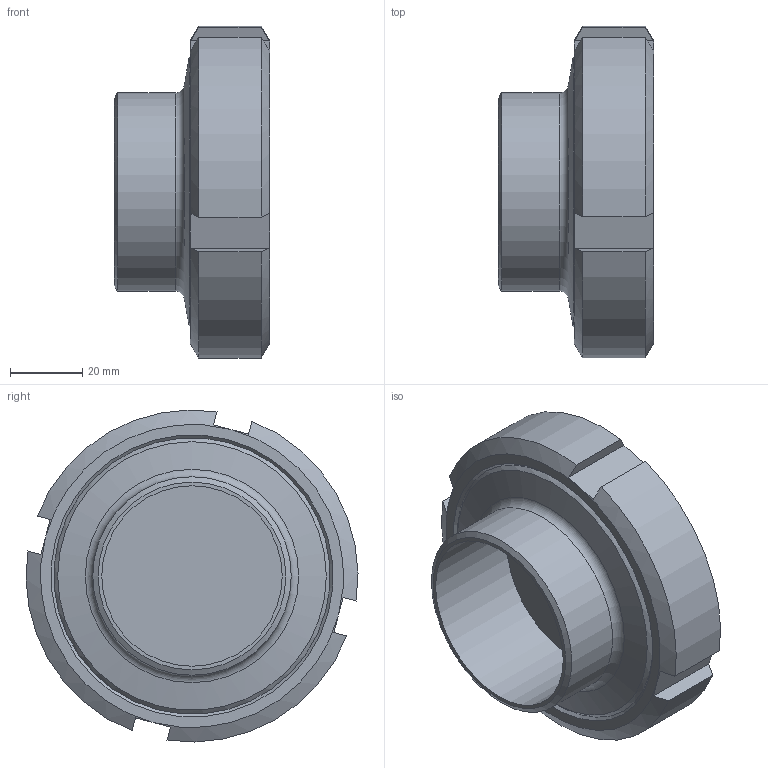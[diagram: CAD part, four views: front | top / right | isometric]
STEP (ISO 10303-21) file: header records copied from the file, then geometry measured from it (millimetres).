
FILE_DESCRIPTION(/* description */ (''),/* implementation_level */ '2;1');
FILE_NAME(/* name */ '52100050000.stp',/* time_stamp */ '2016-03-16T09:43:58+01:00',/* author */ ('Struska'),/* organization */ ('BUPOSPOL'),/* preprocessor_version */ 'ST-DEVELOPER v15.6',/* originating_system */ 'Autodesk Inventor 2015',/* authorisation */ '');
FILE_SCHEMA (('CONFIG_CONTROL_DESIGN'));
Length unit declared in the file: millimetre
Products named in the file (1): 52100050000
Bounding box: 43 x 91.99 x 91.99 mm (x, y, z)
Volume: 122244 mm3; surface area: 35948.5 mm2
Topology: 1 solids, 3 shells, 51 faces, 110 edges, 70 vertices
Faces by surface type: plane 23, cone 13, cylinder 13, torus 2
Full cylindrical faces by diameter (mm): 50 x2, 54 x1, 55 x1, 61.5 x1, 62 x1, 69 x1, 69.5 x1, 78 x1
Entity records: 1328 total; most frequent: CARTESIAN_POINT 270, DIRECTION 202, ORIENTED_EDGE 178, AXIS2_PLACEMENT_3D 93, EDGE_CURVE 89, EDGE_LOOP 76, VERTEX_POINT 65, STYLED_ITEM 52
